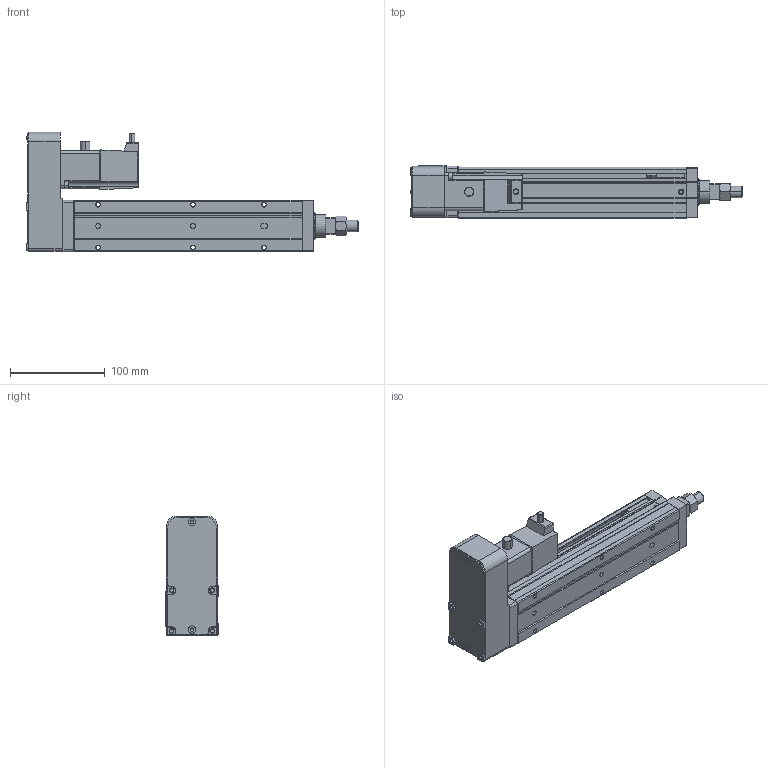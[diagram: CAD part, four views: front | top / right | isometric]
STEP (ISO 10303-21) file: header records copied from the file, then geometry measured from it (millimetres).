
FILE_DESCRIPTION (( 'STEP AP214' ), '1' );
FILE_NAME ('ETU05BL-12XLD-0100-XXXX.STEP', '2025-02-27T14:43:46', ( '' ), ( '' ), 'SwSTEP 2.0', 'SolidWorks 2022', '' );
FILE_SCHEMA (( 'AUTOMOTIVE_DESIGN' ));
Length unit declared in the file: millimetre
Products named in the file (10): ETU05-100SENSOR; ETU05-100ROD; ETU05-100BODY1; FANG STICKER; ETU05-100BODY2; ETU05-100MOTOR; ETU05-100BODY0; ETU05-100BODY4; ETU05-100NUT; ETU05BL-12XLD-0100-XXXX
Assembly tree (10 placements, depth 2):
  ETU05BL-12XLD-0100-XXXX
    ETU05-100BODY0
    ETU05-100BODY1
    ETU05-100BODY2
    ETU05-100MOTOR
    ETU05-100BODY4
    ETU05-100ROD
    ETU05-100NUT
    ETU05-100SENSOR  x2
    FANG STICKER
Bounding box: 350 x 55.25 x 125.77 mm (x, y, z)
Volume: 954253.7 mm3; surface area: 159342.3 mm2
Topology: 10 solids, 10 shells, 840 faces, 2136 edges, 1377 vertices
Faces by surface type: plane 524, cylinder 218, cone 88, torus 10
Entity records: 25344 total; most frequent: CARTESIAN_POINT 4510, DIRECTION 4267, ORIENTED_EDGE 4196, EDGE_CURVE 2098, LINE 1519, VECTOR 1519, AXIS2_PLACEMENT_3D 1374, VERTEX_POINT 1357
